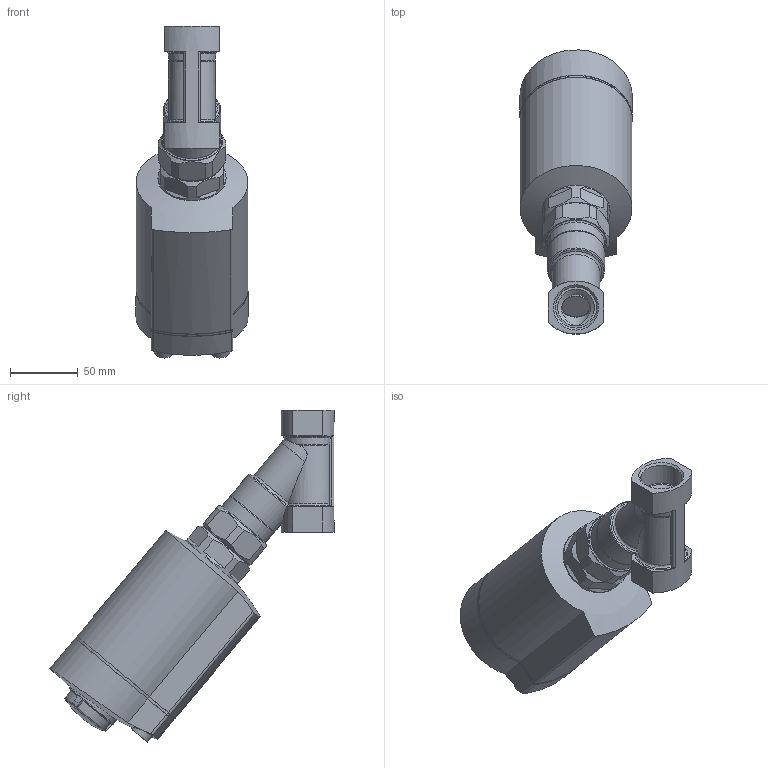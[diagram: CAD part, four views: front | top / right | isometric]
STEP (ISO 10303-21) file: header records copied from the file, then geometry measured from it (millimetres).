
FILE_DESCRIPTION(/* description */ ('STEP AP214'),/* implementation_level */ '2;1');
FILE_NAME(/* name */ '8060515_VZXA-A-TS6-25-M2-V13T-16-K-75-20-PR-V4',/* time_stamp */ '2024-09-18T11:20:21+02:00',/* author */ ('License CC BY-ND 4.0'),/* organization */ ('CADENAS'),/* preprocessor_version */ 'ST-DEVELOPER v19.3',/* originating_system */ 'PARTsolutions',/* authorisation */ ' ');
FILE_SCHEMA (('AUTOMOTIVE_DESIGN {1 0 10303 214 3 1 1}'));
Length unit declared in the file: millimetre
Products named in the file (6): 8060515 VZXA-A-TS6-25-M2-V13T-16-K-75-20-PR-V4---(0); 3539411 VZZA---T-S6-25-M2-V13-T; 8083964 DFPK-75-20-PR-V4_housing---(0); 3539412 DFPK-75---(-_V4cap); 2284889 DFPK---(cover); 3465682 DFP_ec
Assembly tree (5 placements, depth 2):
  8060515 VZXA-A-TS6-25-M2-V13T-16-K-75-20-PR-V4---(0)
    3539411 VZZA---T-S6-25-M2-V13-T
    8083964 DFPK-75-20-PR-V4_housing---(0)
    3539412 DFPK-75---(-_V4cap)
    2284889 DFPK---(cover)
    3465682 DFP_ec
Bounding box: 82.54 x 209.16 x 244.21 mm (x, y, z)
Volume: 905820.2 mm3; surface area: 136670.6 mm2
Topology: 5 solids, 5 shells, 449 faces, 1082 edges, 696 vertices
Faces by surface type: plane 171, cylinder 136, cone 76, torus 57, sphere 9
Full cylindrical faces by diameter (mm): 3 x2, 4 x2, 5.8 x2, 6 x2, 7 x2, 7.2 x2, 8.2 x1, 8.376 x1, 8.566 x2, 9.8 x1, 10 x4, 10.15 x2, 11 x1, 15 x2, 16 x3, 16.2 x1, 18.2 x1, 20 x1, 22 x1, 24 x1, 27 x1, 28 x1, 28.5 x1, 30.291 x2, 32 x1, 33.1 x1, 33.376 x1, 33.835 x1, 36 x1, 37 x2
Entity records: 13794 total; most frequent: CARTESIAN_POINT 2858, DIRECTION 2062, ORIENTED_EDGE 1768, AXIS2_PLACEMENT_3D 899, EDGE_CURVE 884, FACE_BOUND 665, EDGE_LOOP 662, VERTEX_POINT 655
